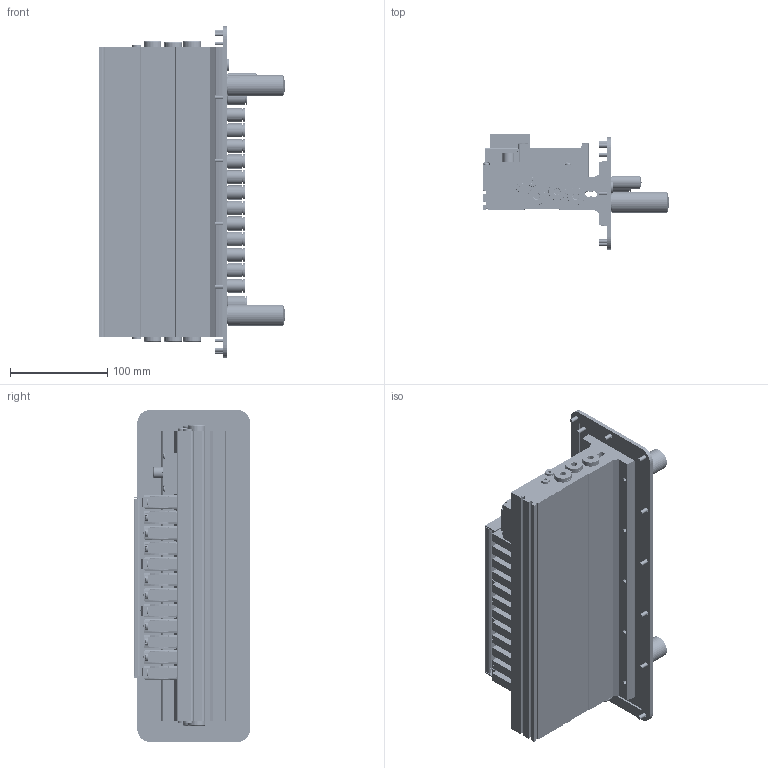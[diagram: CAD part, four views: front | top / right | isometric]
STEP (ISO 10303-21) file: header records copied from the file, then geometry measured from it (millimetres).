
FILE_DESCRIPTION(/* description */ ('VTUG-MP-Ventilinsel'),/* implementation_level */ '2;1');
FILE_NAME(/* name */ 'VTUG 14, 12 met doorvoerplaat en IO-link.stp',/* time_stamp */ '2018-07-11T11:06:21+02:00',/* author */ ('user'),/* organization */ ('FESTO'),/* preprocessor_version */ 'ST-DEVELOPER v16.5',/* originating_system */ 'Autodesk Inventor 2017',/* authorisation */ '');
FILE_SCHEMA (('AUTOMOTIVE_DESIGN { 1 0 10303 214 3 1 1 }'));
Length unit declared in the file: millimetre
Products named in the file (19): 573606 VTUG-14-VRLK-B1T-G14FD-DTL-G18SFD-12VK+TTSC; 573605 VABM-L1-14--WS2-G14-12-GR-- ---(MF); 573479 VUVG-B14-T32C-MZT-F-1T1L---(V_G18); 1061809 F-M2.5X37-10.9; 573939 VAEM-L1-S-16-PT---(0)_p; 1426888 F-M3x17-10.9; 573519 ASCF-H-L1-14-12V---(T); 1478897 ASCF-H-L1-L---(S); 1488418 ASCF-H-L1---(H); 1491427 ASCF-H-L1-R---(S); 174309 B-M7---(VTUG); 3569 B-1/4---(VTUG); doorvoerplaat groot 12 32 klein; rubber groot  12 32; 1707427 UC-3/8; 578406 NPQH-BK-G18-P10; 578378 NPQH-DK-G14-Q10-P10; 161419 UC-1/8; 578376 NPQH-DK-G18-Q8-P10
Assembly tree (89 placements, depth 2):
  573606 VTUG-14-VRLK-B1T-G14FD-DTL-G18SFD-12VK+TTSC
    573605 VABM-L1-14--WS2-G14-12-GR-- ---(MF)
    573479 VUVG-B14-T32C-MZT-F-1T1L---(V_G18)  x12
    1061809 F-M2.5X37-10.9  x24
    3569 B-1/4---(VTUG)  x6
    174309 B-M7---(VTUG)  x4
    573939 VAEM-L1-S-16-PT---(0)_p
    1426888 F-M3x17-10.9  x4
    573519 ASCF-H-L1-14-12V---(T)
    1478897 ASCF-H-L1-L---(S)
    1488418 ASCF-H-L1---(H)  x2
    1491427 ASCF-H-L1-R---(S)
    doorvoerplaat groot 12 32 klein
    rubber groot  12 32
    1707427 UC-3/8  x2
    578406 NPQH-BK-G18-P10
    578378 NPQH-DK-G14-Q10-P10  x2
    161419 UC-1/8
    578376 NPQH-DK-G18-Q8-P10  x24
Bounding box: 192 x 119.45 x 342 mm (x, y, z)
Volume: 1868046.7 mm3; surface area: 585503.3 mm2
Topology: 89 solids, 89 shells, 6629 faces, 16161 edges, 10464 vertices
Faces by surface type: plane 4141, cylinder 1617, cone 650, torus 117, sphere 100, bspline 4
Full cylindrical faces by diameter (mm): 1 x5, 1.12 x1, 1.44 x1, 1.567 x24, 2.2 x24, 2.459 x4, 2.5 x27, 2.6 x31, 2.7 x32, 2.8 x4, 3 x4, 3.2 x3, 3.3 x1, 3.9 x24, 4 x40, 4.134 x13, 4.5 x24, 4.6 x2, 4.864 x1, 5 x14, 5.3 x24, 5.6 x4, 5.85 x1, 5.917 x4, 6 x37, 6.1 x24, 6.2 x2, 6.4 x1, 6.5 x60, 7 x4
Entity records: 48926 total; most frequent: CARTESIAN_POINT 9321, DIRECTION 8357, ORIENTED_EDGE 7070, EDGE_CURVE 3535, AXIS2_PLACEMENT_3D 3220, EDGE_LOOP 2614, VERTEX_POINT 2611, LINE 1917
